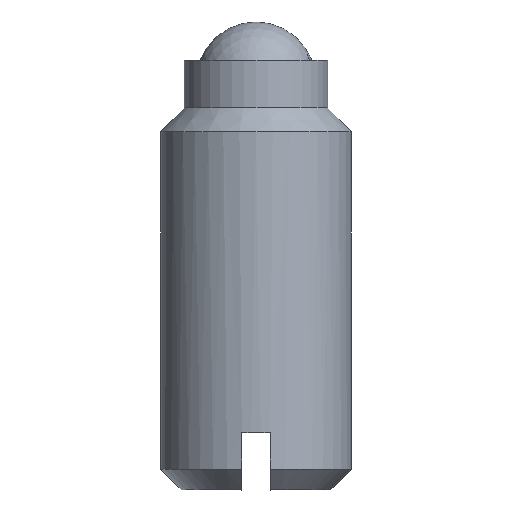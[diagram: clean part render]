
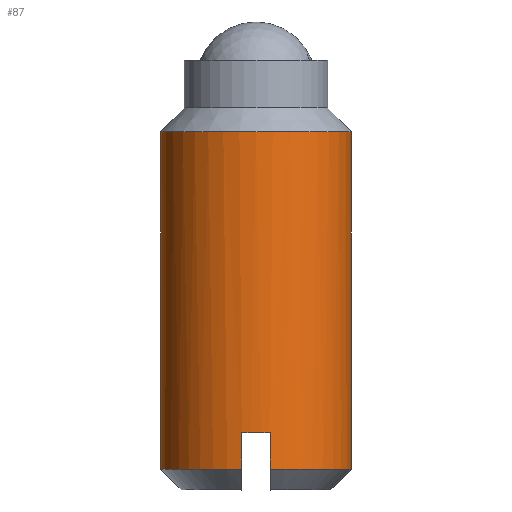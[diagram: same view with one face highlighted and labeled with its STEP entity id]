
A CAD part, top view. The second image highlights one B-rep face of the part: STEP entity #87.
In plain terms, the highlighted cylindrical face has radius 2 mm (diameter 4 mm), a partial arc.
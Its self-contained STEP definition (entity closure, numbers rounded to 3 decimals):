
#87 = ADVANCED_FACE( '', ( #119 ), #120, .T. );
#119 = FACE_OUTER_BOUND( '', #162, .T. );
#120 = CYLINDRICAL_SURFACE( '', #163, 2. );
#162 = EDGE_LOOP( '', ( #270, #271, #272, #273, #274, #275, #276, #277 ) );
#163 = AXIS2_PLACEMENT_3D( '', #278, #279, #280 );
#270 = ORIENTED_EDGE( '', *, *, #351, .T. );
#271 = ORIENTED_EDGE( '', *, *, #371, .F. );
#272 = ORIENTED_EDGE( '', *, *, #355, .T. );
#273 = ORIENTED_EDGE( '', *, *, #372, .T. );
#274 = ORIENTED_EDGE( '', *, *, #368, .T. );
#275 = ORIENTED_EDGE( '', *, *, #366, .T. );
#276 = ORIENTED_EDGE( '', *, *, #362, .T. );
#277 = ORIENTED_EDGE( '', *, *, #373, .T. );
#278 = CARTESIAN_POINT( '', ( 0., 3.965, 0. ) );
#279 = DIRECTION( '', ( 0., -1., 0. ) );
#280 = DIRECTION( '', ( 1., 0., 0. ) );
#351 = EDGE_CURVE( '', #416, #410, #431, .T. );
#355 = EDGE_CURVE( '', #412, #423, #437, .T. );
#362 = EDGE_CURVE( '', #448, #449, #450, .T. );
#366 = EDGE_CURVE( '', #455, #448, #456, .T. );
#368 = EDGE_CURVE( '', #458, #455, #459, .T. );
#371 = EDGE_CURVE( '', #412, #410, #463, .T. );
#372 = EDGE_CURVE( '', #423, #458, #464, .T. );
#373 = EDGE_CURVE( '', #449, #416, #465, .T. );
#410 = VERTEX_POINT( '', #486 );
#412 = VERTEX_POINT( '', #489 );
#416 = VERTEX_POINT( '', #494 );
#423 = VERTEX_POINT( '', #511 );
#431 = LINE( '', #529, #530 );
#437 = LINE( '', #538, #539 );
#448 = VERTEX_POINT( '', #552 );
#449 = VERTEX_POINT( '', #553 );
#450 = LINE( '', #554, #555 );
#455 = VERTEX_POINT( '', #571 );
#456 = CIRCLE( '', #572, 2. );
#458 = VERTEX_POINT( '', #575 );
#459 = LINE( '', #576, #577 );
#463 = CIRCLE( '', #591, 2. );
#464 = CIRCLE( '', #592, 2. );
#465 = CIRCLE( '', #593, 2. );
#486 = CARTESIAN_POINT( '', ( 2., 7.5, 0. ) );
#489 = CARTESIAN_POINT( '', ( -2., 7.5, 0. ) );
#494 = CARTESIAN_POINT( '', ( 2., 0.43, 0. ) );
#511 = CARTESIAN_POINT( '', ( -2., 0.43, 0. ) );
#529 = CARTESIAN_POINT( '', ( 2., 3.965, 0. ) );
#530 = VECTOR( '', #635, 1. );
#538 = CARTESIAN_POINT( '', ( -2., 3.965, 0. ) );
#539 = VECTOR( '', #641, 1. );
#552 = CARTESIAN_POINT( '', ( 0.3, 1.2, 1.977 ) );
#553 = CARTESIAN_POINT( '', ( 0.3, 0.43, 1.977 ) );
#554 = CARTESIAN_POINT( '', ( 0.3, 0.815, 1.977 ) );
#555 = VECTOR( '', #656, 1. );
#571 = CARTESIAN_POINT( '', ( -0.3, 1.2, 1.977 ) );
#572 = AXIS2_PLACEMENT_3D( '', #659, #660, #661 );
#575 = CARTESIAN_POINT( '', ( -0.3, 0.43, 1.977 ) );
#576 = CARTESIAN_POINT( '', ( -0.3, 0.815, 1.977 ) );
#577 = VECTOR( '', #663, 1. );
#591 = AXIS2_PLACEMENT_3D( '', #665, #666, #667 );
#592 = AXIS2_PLACEMENT_3D( '', #668, #669, #670 );
#593 = AXIS2_PLACEMENT_3D( '', #671, #672, #673 );
#635 = DIRECTION( '', ( 0., 1., 0. ) );
#641 = DIRECTION( '', ( 0., -1., 0. ) );
#656 = DIRECTION( '', ( 0., -1., 0. ) );
#659 = CARTESIAN_POINT( '', ( 0., 1.2, 0. ) );
#660 = DIRECTION( '', ( 0., 1., 0. ) );
#661 = DIRECTION( '', ( 1., 0., 0. ) );
#663 = DIRECTION( '', ( 0., 1., 0. ) );
#665 = CARTESIAN_POINT( '', ( 0., 7.5, 0. ) );
#666 = DIRECTION( '', ( 0., 1., 0. ) );
#667 = DIRECTION( '', ( 1., 0., 0. ) );
#668 = CARTESIAN_POINT( '', ( 0., 0.43, 0. ) );
#669 = DIRECTION( '', ( 0., 1., 0. ) );
#670 = DIRECTION( '', ( 1., 0., 0. ) );
#671 = CARTESIAN_POINT( '', ( 0., 0.43, 0. ) );
#672 = DIRECTION( '', ( 0., 1., 0. ) );
#673 = DIRECTION( '', ( 1., 0., 0. ) );
